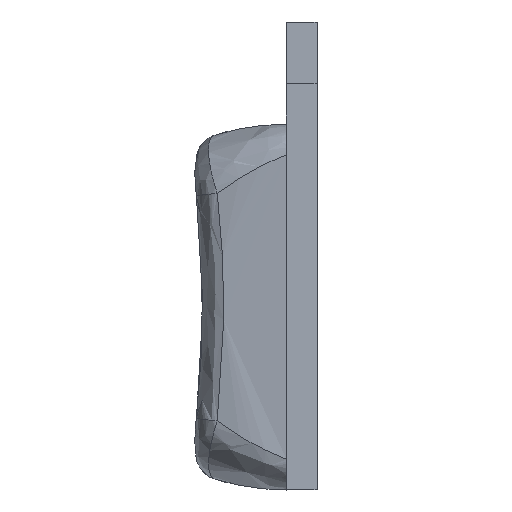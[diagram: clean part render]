
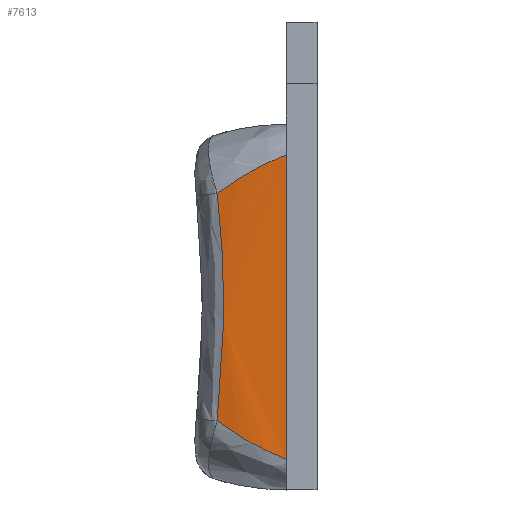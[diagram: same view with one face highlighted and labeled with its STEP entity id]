
A CAD part, left-side view. The second image highlights one B-rep face of the part: STEP entity #7613.
In plain terms, the highlighted free-form (B-spline) face has degree [1, 2] with [2, 3] control points.
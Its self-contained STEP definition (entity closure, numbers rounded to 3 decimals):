
#19=(
BOUNDED_SURFACE()
B_SPLINE_SURFACE(1,2,((#18052,#18053,#18054),(#18055,#18056,#18057)),
 .UNSPECIFIED.,.F.,.F.,.F.)
B_SPLINE_SURFACE_WITH_KNOTS((2,2),(3,3),(-0.239,0.239),
(-0.164,0.),.UNSPECIFIED.)
GEOMETRIC_REPRESENTATION_ITEM()
RATIONAL_B_SPLINE_SURFACE(((1.,0.997,1.),(1.,0.997,
1.)))
REPRESENTATION_ITEM('')
SURFACE()
);
#354=B_SPLINE_CURVE_WITH_KNOTS('',3,(#18025,#18026,#18027,#18028),
 .UNSPECIFIED.,.F.,.F.,(4,4),(0.,0.256),
 .UNSPECIFIED.);
#355=B_SPLINE_CURVE_WITH_KNOTS('',3,(#18030,#18031,#18032,#18033),
 .UNSPECIFIED.,.F.,.F.,(4,4),(0.256,0.385),
 .UNSPECIFIED.);
#358=B_SPLINE_CURVE_WITH_KNOTS('',3,(#18060,#18061,#18062,#18063),
 .UNSPECIFIED.,.F.,.F.,(4,4),(0.033,0.162),
 .UNSPECIFIED.);
#359=B_SPLINE_CURVE_WITH_KNOTS('',3,(#18064,#18065,#18066,#18067),
 .UNSPECIFIED.,.F.,.F.,(4,4),(-1.116,0.),.UNSPECIFIED.);
#360=B_SPLINE_CURVE_WITH_KNOTS('',3,(#18068,#18069,#18070,#18071),
 .UNSPECIFIED.,.F.,.F.,(4,4),(0.162,0.418),
 .UNSPECIFIED.);
#909=FACE_OUTER_BOUND('',#1323,.T.);
#1323=EDGE_LOOP('',(#6873,#6874,#6875,#6876,#6877,#6878));
#1873=LINE('',#17191,#2635);
#2635=VECTOR('',#9104,10.);
#3398=VERTEX_POINT('',#17182);
#3399=VERTEX_POINT('',#17190);
#3565=VERTEX_POINT('',#18024);
#3566=VERTEX_POINT('',#18029);
#3568=VERTEX_POINT('',#18058);
#3569=VERTEX_POINT('',#18059);
#4414=EDGE_CURVE('',#3398,#3399,#1873,.T.);
#4675=EDGE_CURVE('',#3399,#3565,#354,.T.);
#4676=EDGE_CURVE('',#3565,#3566,#355,.T.);
#4679=EDGE_CURVE('',#3568,#3569,#358,.T.);
#4680=EDGE_CURVE('',#3566,#3568,#359,.T.);
#4681=EDGE_CURVE('',#3569,#3398,#360,.T.);
#6873=ORIENTED_EDGE('',*,*,#4679,.F.);
#6874=ORIENTED_EDGE('',*,*,#4680,.F.);
#6875=ORIENTED_EDGE('',*,*,#4676,.F.);
#6876=ORIENTED_EDGE('',*,*,#4675,.F.);
#6877=ORIENTED_EDGE('',*,*,#4414,.F.);
#6878=ORIENTED_EDGE('',*,*,#4681,.F.);
#7613=ADVANCED_FACE('',(#909),#19,.F.);
#9104=DIRECTION('',(0.,0.,-1.));
#17182=CARTESIAN_POINT('',(-13.425,3.5,7.45));
#17190=CARTESIAN_POINT('',(-13.425,3.5,-7.45));
#17191=CARTESIAN_POINT('',(-13.425,3.5,0.));
#18024=CARTESIAN_POINT('',(-13.233,5.8,-6.305));
#18025=CARTESIAN_POINT('Ctrl Pts',(-13.425,3.5,-7.45));
#18026=CARTESIAN_POINT('Ctrl Pts',(-13.425,4.291,-7.144));
#18027=CARTESIAN_POINT('Ctrl Pts',(-13.355,5.065,-6.758));
#18028=CARTESIAN_POINT('Ctrl Pts',(-13.233,5.8,-6.305));
#18029=CARTESIAN_POINT('',(-13.009,6.882,-5.571));
#18030=CARTESIAN_POINT('Ctrl Pts',(-13.233,5.8,-6.305));
#18031=CARTESIAN_POINT('Ctrl Pts',(-13.171,6.171,-6.077));
#18032=CARTESIAN_POINT('Ctrl Pts',(-13.095,6.533,-5.832));
#18033=CARTESIAN_POINT('Ctrl Pts',(-13.009,6.882,-5.571));
#18052=CARTESIAN_POINT('Ctrl Pts',(-13.009,6.882,-7.45));
#18053=CARTESIAN_POINT('Ctrl Pts',(-13.425,5.202,-7.45));
#18054=CARTESIAN_POINT('Ctrl Pts',(-13.425,3.5,-7.45));
#18055=CARTESIAN_POINT('Ctrl Pts',(-13.009,6.882,7.45));
#18056=CARTESIAN_POINT('Ctrl Pts',(-13.425,5.202,7.45));
#18057=CARTESIAN_POINT('Ctrl Pts',(-13.425,3.5,7.45));
#18058=CARTESIAN_POINT('',(-13.009,6.882,5.571));
#18059=CARTESIAN_POINT('',(-13.233,5.8,6.305));
#18060=CARTESIAN_POINT('Ctrl Pts',(-13.009,6.882,5.571));
#18061=CARTESIAN_POINT('Ctrl Pts',(-13.095,6.533,5.831));
#18062=CARTESIAN_POINT('Ctrl Pts',(-13.171,6.171,6.077));
#18063=CARTESIAN_POINT('Ctrl Pts',(-13.233,5.8,6.305));
#18064=CARTESIAN_POINT('Ctrl Pts',(-13.009,6.882,-5.571));
#18065=CARTESIAN_POINT('Ctrl Pts',(-13.114,6.456,-1.872));
#18066=CARTESIAN_POINT('Ctrl Pts',(-13.114,6.456,1.872));
#18067=CARTESIAN_POINT('Ctrl Pts',(-13.009,6.882,5.571));
#18068=CARTESIAN_POINT('Ctrl Pts',(-13.233,5.8,6.305));
#18069=CARTESIAN_POINT('Ctrl Pts',(-13.355,5.065,6.758));
#18070=CARTESIAN_POINT('Ctrl Pts',(-13.425,4.291,7.144));
#18071=CARTESIAN_POINT('Ctrl Pts',(-13.425,3.5,7.45));
